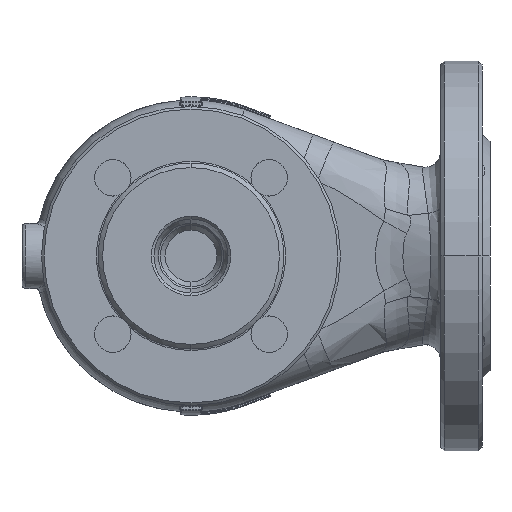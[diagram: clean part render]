
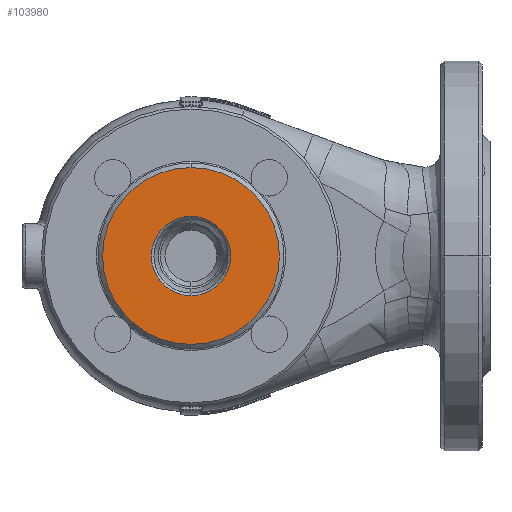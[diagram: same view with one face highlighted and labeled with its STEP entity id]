
A CAD part, front view. The second image highlights one B-rep face of the part: STEP entity #103980.
In plain terms, the highlighted planar face has unit normal (0, -1, 0).
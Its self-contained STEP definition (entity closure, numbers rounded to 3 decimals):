
#6922 = PLANE ( 'NONE',  #114636 ) ;
#6929 = CARTESIAN_POINT ( 'NONE',  ( 0., -87.2, 0. ) ) ;
#6930 = DIRECTION ( 'NONE',  ( 0., 1., 0. ) ) ;
#6931 = DIRECTION ( 'NONE',  ( 0., 0., -1. ) ) ;
#9655 = CIRCLE ( 'NONE', #114923, 34. ) ;
#9658 = CIRCLE ( 'NONE', #114921, 15.25 ) ;
#9677 = CIRCLE ( 'NONE', #114931, 15.25 ) ;
#9842 = CIRCLE ( 'NONE', #114987, 34. ) ;
#18486 = CARTESIAN_POINT ( 'NONE',  ( 0., -87.2, 0. ) ) ;
#18488 = DIRECTION ( 'NONE',  ( 0., 1., 0. ) ) ;
#18490 = DIRECTION ( 'NONE',  ( 0., 0., -1. ) ) ;
#18514 = CARTESIAN_POINT ( 'NONE',  ( 0., -87.2, 0. ) ) ;
#18516 = DIRECTION ( 'NONE',  ( 0., 1., 0. ) ) ;
#18518 = DIRECTION ( 'NONE',  ( 0., 0., -1. ) ) ;
#18612 = CARTESIAN_POINT ( 'NONE',  ( 0., -87.2, 0. ) ) ;
#18614 = DIRECTION ( 'NONE',  ( 0., 1., 0. ) ) ;
#18616 = DIRECTION ( 'NONE',  ( 0., 0., -1. ) ) ;
#20175 = CARTESIAN_POINT ( 'NONE',  ( 0., -87.2, 0. ) ) ;
#20176 = DIRECTION ( 'NONE',  ( 0., 1., 0. ) ) ;
#20177 = DIRECTION ( 'NONE',  ( 0., 0., -1. ) ) ;
#39232 = CARTESIAN_POINT ( 'NONE',  ( 0., -87.2, 34. ) ) ;
#39270 = CARTESIAN_POINT ( 'NONE',  ( 0., -87.2, -34. ) ) ;
#39577 = CARTESIAN_POINT ( 'NONE',  ( 0., -87.2, 15.25 ) ) ;
#39637 = CARTESIAN_POINT ( 'NONE',  ( 0., -87.2, -15.25 ) ) ;
#46032 = VERTEX_POINT ( 'NONE', #39232 ) ;
#46112 = VERTEX_POINT ( 'NONE', #39270 ) ;
#49161 = EDGE_LOOP ( 'NONE', ( #54503, #54505 ) ) ;
#49166 = EDGE_LOOP ( 'NONE', ( #54512, #54493 ) ) ;
#54493 = ORIENTED_EDGE ( 'NONE', *, *, #110912, .T. ) ;
#54503 = ORIENTED_EDGE ( 'NONE', *, *, #111032, .F. ) ;
#54505 = ORIENTED_EDGE ( 'NONE', *, *, #110915, .F. ) ;
#54512 = ORIENTED_EDGE ( 'NONE', *, *, #110928, .T. ) ;
#56828 = VERTEX_POINT ( 'NONE', #39577 ) ;
#56888 = VERTEX_POINT ( 'NONE', #39637 ) ;
#103980 = ADVANCED_FACE ( 'NONE', ( #107749, #107750 ), #6922, .F. ) ;
#107749 = FACE_BOUND ( 'NONE', #49166, .T. ) ;
#107750 = FACE_OUTER_BOUND ( 'NONE', #49161, .T. ) ;
#110912 = EDGE_CURVE ( 'NONE', #56888, #56828, #9658, .T. ) ;
#110915 = EDGE_CURVE ( 'NONE', #46032, #46112, #9655, .T. ) ;
#110928 = EDGE_CURVE ( 'NONE', #56828, #56888, #9677, .T. ) ;
#111032 = EDGE_CURVE ( 'NONE', #46112, #46032, #9842, .T. ) ;
#114636 = AXIS2_PLACEMENT_3D ( 'NONE', #6929, #6930, #6931 ) ;
#114921 = AXIS2_PLACEMENT_3D ( 'NONE', #18486, #18488, #18490 ) ;
#114923 = AXIS2_PLACEMENT_3D ( 'NONE', #18514, #18516, #18518 ) ;
#114931 = AXIS2_PLACEMENT_3D ( 'NONE', #18612, #18614, #18616 ) ;
#114987 = AXIS2_PLACEMENT_3D ( 'NONE', #20175, #20176, #20177 ) ;
